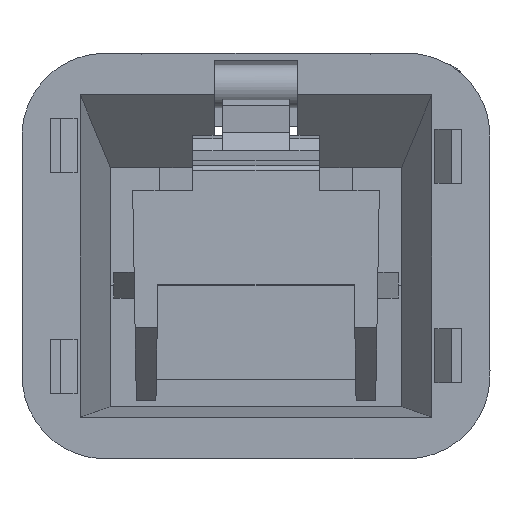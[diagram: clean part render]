
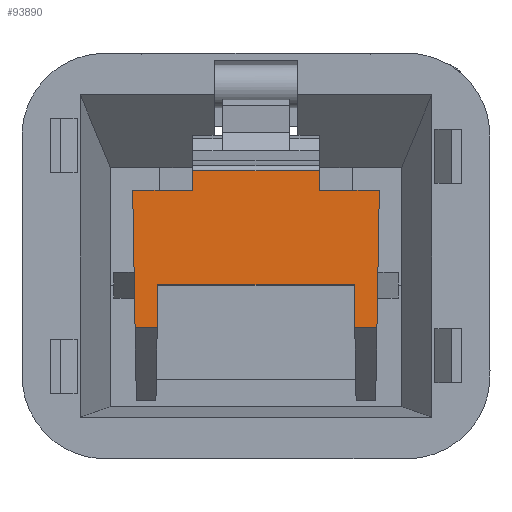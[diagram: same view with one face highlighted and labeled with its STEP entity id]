
A CAD part, front view. The second image highlights one B-rep face of the part: STEP entity #93890.
In plain terms, the highlighted face is planar.
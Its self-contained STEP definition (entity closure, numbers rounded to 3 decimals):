
#88080=CARTESIAN_POINT('',(16.436,7.6,
-3.17));
#88090=DIRECTION('',(0.,0.,-1.));
#88100=VECTOR('',#88090,1.);
#88110=LINE('',#88080,#88100);
#88120=CARTESIAN_POINT('',(16.436,7.6,
-2.638));
#88130=VERTEX_POINT('',#88120);
#88140=CARTESIAN_POINT('',(16.436,7.6,
-3.702));
#88150=VERTEX_POINT('',#88140);
#88160=EDGE_CURVE('',#88130,#88150,#88110,.T.);
#88970=CARTESIAN_POINT('',(16.4,5.527,
6.826));
#88980=VERTEX_POINT('',#88970);
#89150=CARTESIAN_POINT('',(16.4,5.527,
-2.601));
#89160=VERTEX_POINT('',#89150);
#89190=CARTESIAN_POINT('',(16.4,5.527,
7.395));
#89200=DIRECTION('',(0.,0.,1.));
#89210=VECTOR('',#89200,1.);
#89220=LINE('',#89190,#89210);
#89230=EDGE_CURVE('',#89160,#88980,#89220,.T.);
#93040=CARTESIAN_POINT('',(16.325,1.246,
5.163));
#93050=DIRECTION('',(-1.,0.017,
0.));
#93060=DIRECTION('',(0.017,1.,
0.));
#93070=AXIS2_PLACEMENT_3D('',#93040,#93050,#93060);
#93080=PLANE('',#93070);
#93090=CARTESIAN_POINT('',(16.304,0.046,
5.163));
#93100=DIRECTION('',(0.017,1.,
0.));
#93110=VECTOR('',#93100,1.);
#93120=LINE('',#93090,#93110);
#93130=CARTESIAN_POINT('',(16.304,0.046,
5.163));
#93140=VERTEX_POINT('',#93130);
#93150=CARTESIAN_POINT('',(16.321,1.,
5.163));
#93160=VERTEX_POINT('',#93150);
#93170=EDGE_CURVE('',#93140,#93160,#93120,.T.);
#93180=ORIENTED_EDGE('',*,*,#93170,.F.);
#93190=CARTESIAN_POINT('',(16.321,1.,
7.395));
#93200=DIRECTION('',(0.,0.,-1.));
#93210=VECTOR('',#93200,1.);
#93220=LINE('',#93190,#93210);
#93230=CARTESIAN_POINT('',(16.321,1.,
8.042));
#93240=VERTEX_POINT('',#93230);
#93250=EDGE_CURVE('',#93240,#93160,#93220,.T.);
#93260=ORIENTED_EDGE('',*,*,#93250,.T.);
#93270=CARTESIAN_POINT('',(16.436,7.6,
7.927));
#93280=DIRECTION('',(-0.017,-1.,
0.017));
#93290=VECTOR('',#93280,1.);
#93300=LINE('',#93270,#93290);
#93310=CARTESIAN_POINT('',(16.436,7.6,
7.927));
#93320=VERTEX_POINT('',#93310);
#93330=EDGE_CURVE('',#93320,#93240,#93300,.T.);
#93340=ORIENTED_EDGE('',*,*,#93330,.T.);
#93350=CARTESIAN_POINT('',(16.436,7.6,
7.395));
#93360=DIRECTION('',(0.,0.,1.));
#93370=VECTOR('',#93360,1.);
#93380=LINE('',#93350,#93370);
#93390=CARTESIAN_POINT('',(16.436,7.6,
6.863));
#93400=VERTEX_POINT('',#93390);
#93410=EDGE_CURVE('',#93400,#93320,#93380,.T.);
#93420=ORIENTED_EDGE('',*,*,#93410,.T.);
#93430=CARTESIAN_POINT('',(16.436,7.6,
6.863));
#93440=DIRECTION('',(-0.017,-1.,
-0.017));
#93450=VECTOR('',#93440,1.);
#93460=LINE('',#93430,#93450);
#93470=EDGE_CURVE('',#93400,#88980,#93460,.T.);
#93480=ORIENTED_EDGE('',*,*,#93470,.F.);
#93490=ORIENTED_EDGE('',*,*,#89230,.T.);
#93500=CARTESIAN_POINT('',(16.436,7.6,
-2.638));
#93510=DIRECTION('',(-0.017,-1.,
0.017));
#93520=VECTOR('',#93510,1.);
#93530=LINE('',#93500,#93520);
#93540=EDGE_CURVE('',#88130,#89160,#93530,.T.);
#93550=ORIENTED_EDGE('',*,*,#93540,.T.);
#93560=ORIENTED_EDGE('',*,*,#88160,.F.);
#93570=CARTESIAN_POINT('',(16.436,7.6,
-3.702));
#93580=DIRECTION('',(-0.017,-1.,
-0.017));
#93590=VECTOR('',#93580,1.);
#93600=LINE('',#93570,#93590);
#93610=CARTESIAN_POINT('',(16.321,1.,
-3.817));
#93620=VERTEX_POINT('',#93610);
#93630=EDGE_CURVE('',#88150,#93620,#93600,.T.);
#93640=ORIENTED_EDGE('',*,*,#93630,.F.);
#93650=CARTESIAN_POINT('',(16.321,1.,
-3.17));
#93660=DIRECTION('',(0.,0.,1.));
#93670=VECTOR('',#93660,1.);
#93680=LINE('',#93650,#93670);
#93690=CARTESIAN_POINT('',(16.321,1.,
-0.938));
#93700=VERTEX_POINT('',#93690);
#93710=EDGE_CURVE('',#93620,#93700,#93680,.T.);
#93720=ORIENTED_EDGE('',*,*,#93710,.F.);
#93730=CARTESIAN_POINT('',(16.304,0.046,
-0.938));
#93740=DIRECTION('',(0.017,1.,
0.));
#93750=VECTOR('',#93740,1.);
#93760=LINE('',#93730,#93750);
#93770=CARTESIAN_POINT('',(16.304,0.046,
-0.938));
#93780=VERTEX_POINT('',#93770);
#93790=EDGE_CURVE('',#93780,#93700,#93760,.T.);
#93800=ORIENTED_EDGE('',*,*,#93790,.T.);
#93810=CARTESIAN_POINT('',(16.304,0.046,
5.163));
#93820=DIRECTION('',(0.,0.,-1.));
#93830=VECTOR('',#93820,1.);
#93840=LINE('',#93810,#93830);
#93850=EDGE_CURVE('',#93140,#93780,#93840,.T.);
#93860=ORIENTED_EDGE('',*,*,#93850,.T.);
#93870=EDGE_LOOP('',(#93860,#93800,#93720,#93640,#93560,#93550,#93490,
#93480,#93420,#93340,#93260,#93180));
#93880=FACE_OUTER_BOUND('',#93870,.T.);
#93890=ADVANCED_FACE('',(#93880),#93080,.F.);
